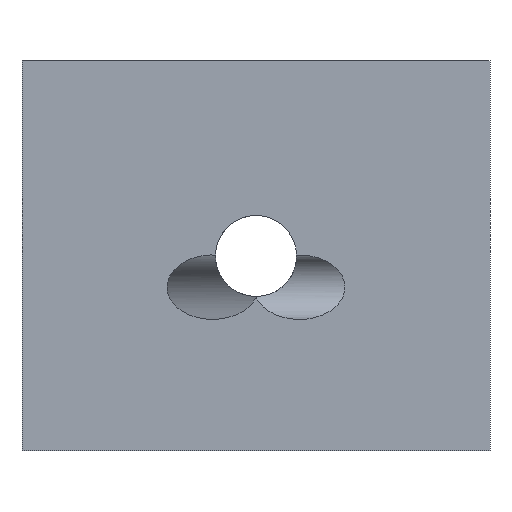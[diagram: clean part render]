
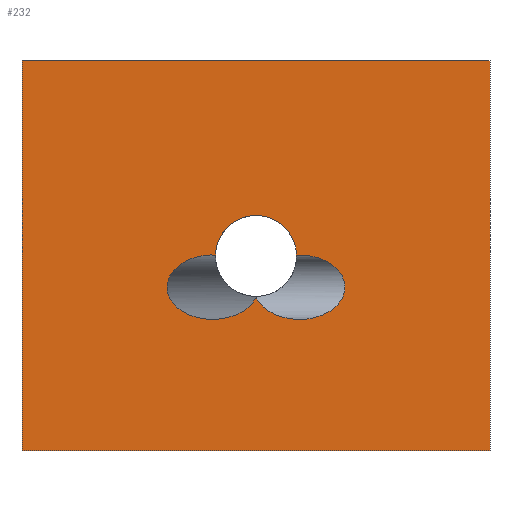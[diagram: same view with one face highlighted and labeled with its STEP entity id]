
A CAD part, front view. The second image highlights one B-rep face of the part: STEP entity #232.
In plain terms, the highlighted planar face has unit normal (0, -1, 0).
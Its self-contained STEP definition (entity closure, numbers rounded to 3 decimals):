
#15=LINE('',#399,#33);
#16=LINE('',#401,#34);
#17=LINE('',#403,#35);
#18=LINE('',#404,#36);
#33=VECTOR('',#302,10.);
#34=VECTOR('',#303,10.);
#35=VECTOR('',#304,10.);
#36=VECTOR('',#305,10.);
#52=PLANE('',#262);
#65=FACE_BOUND('',#99,.T.);
#74=CIRCLE('',#261,2.6);
#80=FACE_OUTER_BOUND('',#98,.T.);
#98=EDGE_LOOP('',(#181,#182,#183,#184));
#99=EDGE_LOOP('',(#185,#186,#187));
#111=ELLIPSE('',#250,2.923,2.067);
#112=ELLIPSE('',#254,2.923,2.067);
#116=VERTEX_POINT('',#337);
#117=VERTEX_POINT('',#356);
#120=VERTEX_POINT('',#364);
#124=VERTEX_POINT('',#397);
#125=VERTEX_POINT('',#398);
#126=VERTEX_POINT('',#400);
#127=VERTEX_POINT('',#402);
#138=EDGE_CURVE('',#116,#117,#111,.T.);
#142=EDGE_CURVE('',#117,#120,#112,.T.);
#146=EDGE_CURVE('',#120,#116,#74,.T.);
#147=EDGE_CURVE('',#124,#125,#15,.T.);
#148=EDGE_CURVE('',#125,#126,#16,.T.);
#149=EDGE_CURVE('',#127,#126,#17,.T.);
#150=EDGE_CURVE('',#124,#127,#18,.T.);
#181=ORIENTED_EDGE('',*,*,#147,.T.);
#182=ORIENTED_EDGE('',*,*,#148,.T.);
#183=ORIENTED_EDGE('',*,*,#149,.F.);
#184=ORIENTED_EDGE('',*,*,#150,.F.);
#185=ORIENTED_EDGE('',*,*,#138,.T.);
#186=ORIENTED_EDGE('',*,*,#142,.T.);
#187=ORIENTED_EDGE('',*,*,#146,.T.);
#232=ADVANCED_FACE('',(#80,#65),#52,.T.);
#250=AXIS2_PLACEMENT_3D('',#358,#276,#277);
#254=AXIS2_PLACEMENT_3D('',#385,#284,#285);
#261=AXIS2_PLACEMENT_3D('',#395,#298,#299);
#262=AXIS2_PLACEMENT_3D('',#396,#300,#301);
#276=DIRECTION('center_axis',(0.,1.,0.));
#277=DIRECTION('ref_axis',(1.,0.,0.));
#284=DIRECTION('center_axis',(0.,1.,0.));
#285=DIRECTION('ref_axis',(-1.,0.,0.));
#298=DIRECTION('center_axis',(0.,1.,0.));
#299=DIRECTION('ref_axis',(1.,0.,0.));
#300=DIRECTION('center_axis',(0.,-1.,0.));
#301=DIRECTION('ref_axis',(1.,0.,0.));
#302=DIRECTION('',(1.,0.,0.));
#303=DIRECTION('',(0.,0.,1.));
#304=DIRECTION('',(1.,0.,0.));
#305=DIRECTION('',(0.,0.,1.));
#337=CARTESIAN_POINT('',(2.599,-2.,12.563));
#356=CARTESIAN_POINT('',(0.,-2.,9.857));
#358=CARTESIAN_POINT('Origin',(2.778,-2.,10.5));
#364=CARTESIAN_POINT('',(-2.599,-2.,12.563));
#385=CARTESIAN_POINT('Origin',(-2.778,-2.,10.5));
#395=CARTESIAN_POINT('Origin',(0.,-2.,12.5));
#396=CARTESIAN_POINT('Origin',(-15.,-2.,0.));
#397=CARTESIAN_POINT('',(-15.,-2.,0.));
#398=CARTESIAN_POINT('',(15.,-2.,0.));
#399=CARTESIAN_POINT('',(-15.,-2.,0.));
#400=CARTESIAN_POINT('',(15.,-2.,25.));
#401=CARTESIAN_POINT('',(15.,-2.,0.));
#402=CARTESIAN_POINT('',(-15.,-2.,25.));
#403=CARTESIAN_POINT('',(-15.,-2.,25.));
#404=CARTESIAN_POINT('',(-15.,-2.,0.));
